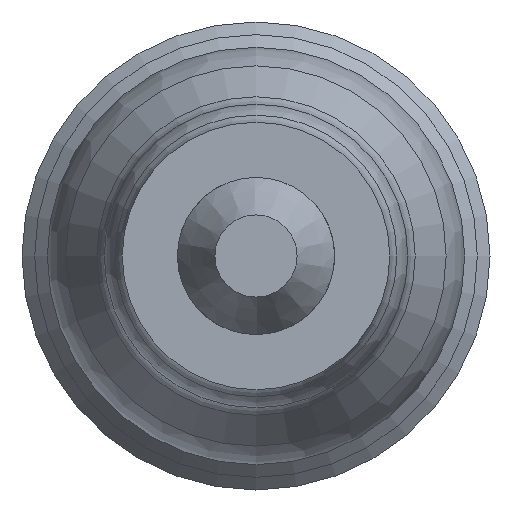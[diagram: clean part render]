
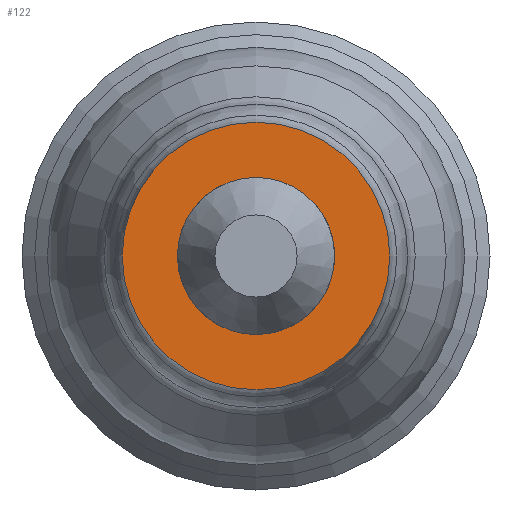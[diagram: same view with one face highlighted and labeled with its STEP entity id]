
A CAD part, left-side view. The second image highlights one B-rep face of the part: STEP entity #122.
In plain terms, the highlighted planar face has unit normal (-1, 0, 0).
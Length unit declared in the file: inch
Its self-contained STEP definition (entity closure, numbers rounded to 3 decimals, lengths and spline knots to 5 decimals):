
#5 = CIRCLE ( 'NONE', #535, 0.02115 ) ;
#14 = PLANE ( 'NONE',  #351 ) ;
#23 = DIRECTION ( 'NONE',  ( 0., 0., -1. ) ) ;
#74 = EDGE_CURVE ( 'NONE', #229, #229, #5, .T. ) ;
#122 = ADVANCED_FACE ( 'NONE', ( #566, #349 ), #14, .F. ) ;
#127 = CARTESIAN_POINT ( 'NONE',  ( 0., 0., 0. ) ) ;
#136 = CARTESIAN_POINT ( 'NONE',  ( 0., 0., 0.02115 ) ) ;
#143 = ORIENTED_EDGE ( 'NONE', *, *, #74, .T. ) ;
#175 = EDGE_CURVE ( 'NONE', #471, #471, #503, .T. ) ;
#208 = CARTESIAN_POINT ( 'NONE',  ( 0., 0.02115, 0. ) ) ;
#210 = DIRECTION ( 'NONE',  ( 0., 0., -1. ) ) ;
#229 = VERTEX_POINT ( 'NONE', #136 ) ;
#268 = CARTESIAN_POINT ( 'NONE',  ( 0., 0., 0. ) ) ;
#328 = EDGE_LOOP ( 'NONE', ( #143 ) ) ;
#349 = FACE_OUTER_BOUND ( 'NONE', #328, .T. ) ;
#351 = AXIS2_PLACEMENT_3D ( 'NONE', #208, #492, #210 ) ;
#420 = DIRECTION ( 'NONE',  ( 0., 0., 1. ) ) ;
#447 = DIRECTION ( 'NONE',  ( 1., 0., 0. ) ) ;
#449 = AXIS2_PLACEMENT_3D ( 'NONE', #268, #447, #23 ) ;
#463 = EDGE_LOOP ( 'NONE', ( #499 ) ) ;
#471 = VERTEX_POINT ( 'NONE', #607 ) ;
#492 = DIRECTION ( 'NONE',  ( 1., 0., 0. ) ) ;
#499 = ORIENTED_EDGE ( 'NONE', *, *, #175, .T. ) ;
#503 = CIRCLE ( 'NONE', #449, 0.01243 ) ;
#535 = AXIS2_PLACEMENT_3D ( 'NONE', #127, #539, #420 ) ;
#539 = DIRECTION ( 'NONE',  ( -1., 0., 0. ) ) ;
#566 = FACE_BOUND ( 'NONE', #463, .T. ) ;
#607 = CARTESIAN_POINT ( 'NONE',  ( 0., 0., -0.01243 ) ) ;
